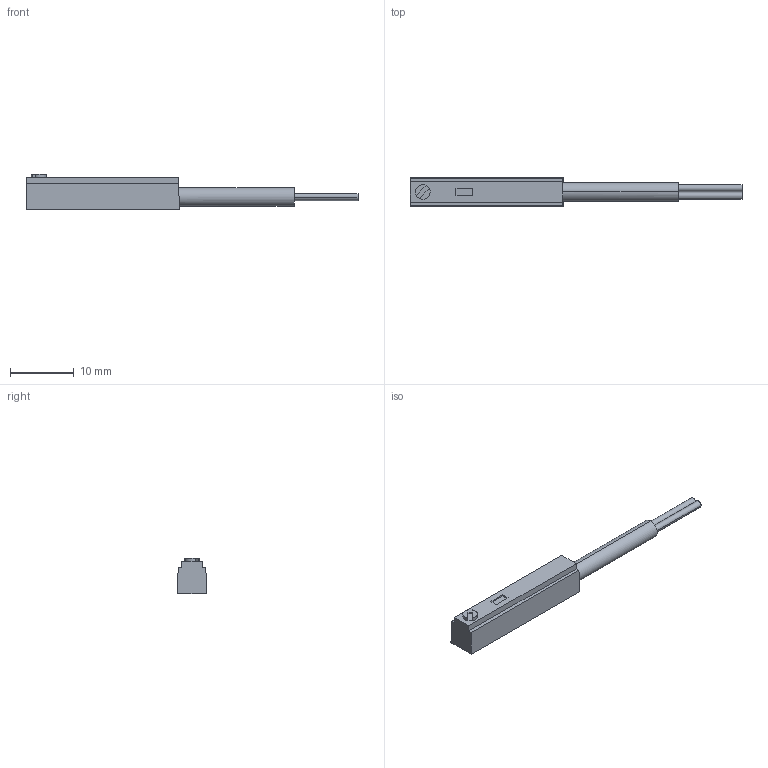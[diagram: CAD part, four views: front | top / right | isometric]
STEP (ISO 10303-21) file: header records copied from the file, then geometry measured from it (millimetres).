
FILE_DESCRIPTION((''),'2;1');
FILE_NAME('BO-01RNC','2020-05-25T15:38:58',('Administrator'),(''),'CREO PARAMETRIC BY PTC INC, 2018400','CREO PARAMETRIC BY PTC INC, 2018400','');
FILE_SCHEMA(('AUTOMOTIVE_DESIGN { 1 0 10303 214 1 1 1 1 }'));
Length unit declared in the file: millimetre
Products named in the file (1): BO-01RNC
Bounding box: 52 x 4.5 x 5.6 mm (x, y, z)
Volume: 648.3 mm3; surface area: 759.8 mm2
Topology: 1 solids, 1 shells, 41 faces, 90 edges, 58 vertices
Faces by surface type: plane 25, cylinder 14, cone 2
Entity records: 1345 total; most frequent: CARTESIAN_POINT 213, DIRECTION 198, ORIENTED_EDGE 180, EDGE_CURVE 90, AXIS2_PLACEMENT_3D 69, VECTOR 60, LINE 60, VERTEX_POINT 58
